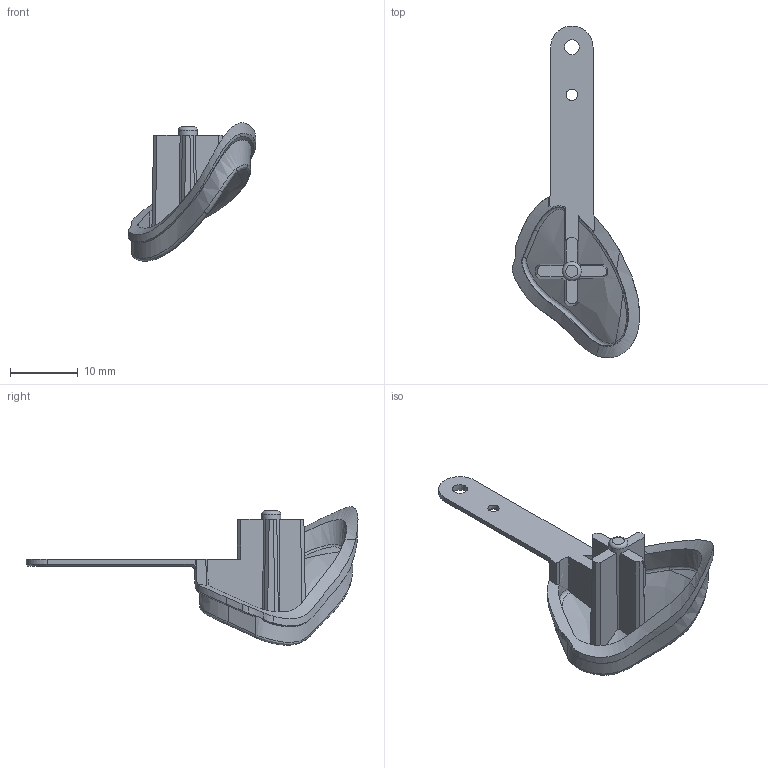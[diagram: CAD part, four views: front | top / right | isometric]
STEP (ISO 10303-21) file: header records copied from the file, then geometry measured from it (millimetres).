
FILE_DESCRIPTION(/* description */ (''),/* implementation_level */ '2;1');
FILE_NAME(/* name */ 'RearButtonL.step',/* time_stamp */ '2025-05-19T13:15:40-07:00',/* author */ (''),/* organization */ (''),/* preprocessor_version */ 'ST-DEVELOPER v20.1',/* originating_system */ 'Autodesk Translation Framework v14.4.0.0',/* authorisation */ '');
FILE_SCHEMA (('AUTOMOTIVE_DESIGN { 1 0 10303 214 3 1 1 }'));
Length unit declared in the file: millimetre
Products named in the file (1): RearButtonL
Bounding box: 18.77 x 48.89 x 20.38 mm (x, y, z)
Volume: 1308.9 mm3; surface area: 2069.2 mm2
Topology: 1 solids, 1 shells, 97 faces, 280 edges, 185 vertices
Faces by surface type: bspline 53, plane 36, cone 7, torus 1
Entity records: 7752 total; most frequent: CARTESIAN_POINT 5671, ORIENTED_EDGE 560, EDGE_CURVE 280, DIRECTION 208, VERTEX_POINT 185, B_SPLINE_CURVE_WITH_KNOTS 171, EDGE_LOOP 101, FACE_OUTER_BOUND 97
